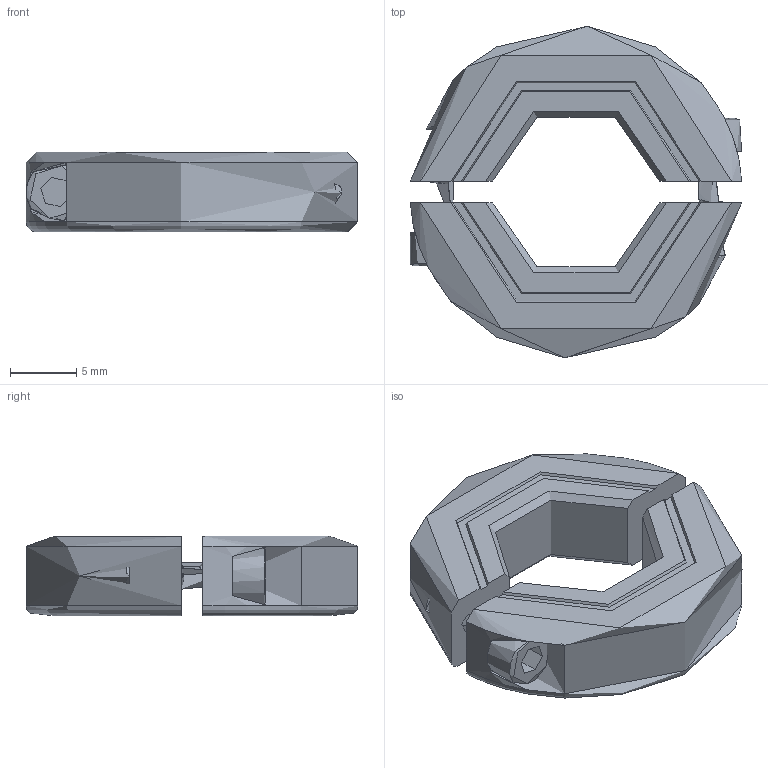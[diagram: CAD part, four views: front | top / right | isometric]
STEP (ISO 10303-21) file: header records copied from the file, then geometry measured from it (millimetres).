
FILE_DESCRIPTION(/* description */ (''),/* implementation_level */ '2;1');
FILE_NAME(/* name */ 'MISC_ShaftCollar_ENSP25-8-A.ipt.stp',/* time_stamp */ '2016-01-07T16:45:52-08:00',/* author */ ('Autodesk Inc.'),/* organization */ ('Autodesk Inc.'),/* preprocessor_version */ 'ST-DEVELOPER v16.1',/* originating_system */ 'Autodesk Inventor 2016',/* authorisation */ '');
FILE_SCHEMA (('AUTOMOTIVE_DESIGN { 1 0 10303 214 3 1 1 }'));
Length unit declared in the file: metre
Products named in the file (1): MISC_ShaftCollar_ENSP25-8-A
Bounding box: 24.95 x 24.94 x 6 mm (x, y, z)
Volume: 2008.1 mm3; surface area: 1783.1 mm2
Topology: 1 solids, 1 shells, 113 faces, 318 edges, 209 vertices
Faces by surface type: cylinder 48, plane 32, cone 13, bspline 12, torus 8
Full cylindrical faces by diameter (mm): 2.057 x18, 2.5 x14, 2.718 x2, 4.5 x2
Entity records: 29088 total; most frequent: CARTESIAN_POINT 27193, ORIENTED_EDGE 388, DIRECTION 320, EDGE_CURVE 194, VERTEX_POINT 132, AXIS2_PLACEMENT_3D 123, EDGE_LOOP 102, FACE_OUTER_BOUND 80
